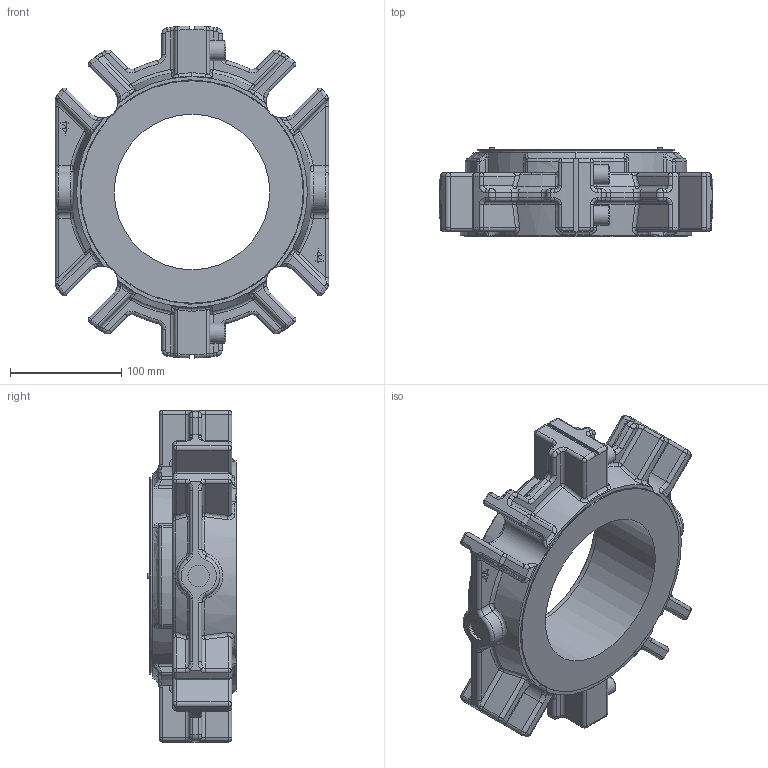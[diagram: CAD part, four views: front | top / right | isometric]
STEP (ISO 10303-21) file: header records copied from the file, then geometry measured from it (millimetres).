
FILE_DESCRIPTION(/* description */ ('Unknown'),/* implementation_level */ '2;1');
FILE_NAME(/* name */ '5.500 RDSX -44 SEAL ARRANGEMENT',/* time_stamp */ '2023-02-15T11:00:47-05:00',/* author */ ('Unknown'),/* organization */ ('Unknown'),/* preprocessor_version */ 'ST-DEVELOPER v16.7',/* originating_system */ 'Solid Edge',/* authorisation */ 'Unknown');
FILE_SCHEMA (('AUTOMOTIVE_DESIGN {1 0 10303 214 3 1 1}'));
Length unit declared in the file: millimetre
Products named in the file (1): 3122951
Bounding box: 245.47 x 80.52 x 298.12 mm (x, y, z)
Volume: 1968069.1 mm3; surface area: 207353.5 mm2
Topology: 1 solids, 3 shells, 836 faces, 2025 edges, 1192 vertices
Faces by surface type: cylinder 238, plane 197, torus 183, bspline 122, sphere 72, cone 24
Full cylindrical faces by diameter (mm): 4.995 x2, 11.977 x2, 11.988 x4, 17.982 x4, 19.263 x2, 139.7 x1, 199.825 x1
Entity records: 26072 total; most frequent: CARTESIAN_POINT 7555, DIRECTION 3934, ORIENTED_EDGE 3892, EDGE_CURVE 1946, AXIS2_PLACEMENT_3D 1660, VERTEX_POINT 1159, CIRCLE 913, EDGE_LOOP 889
